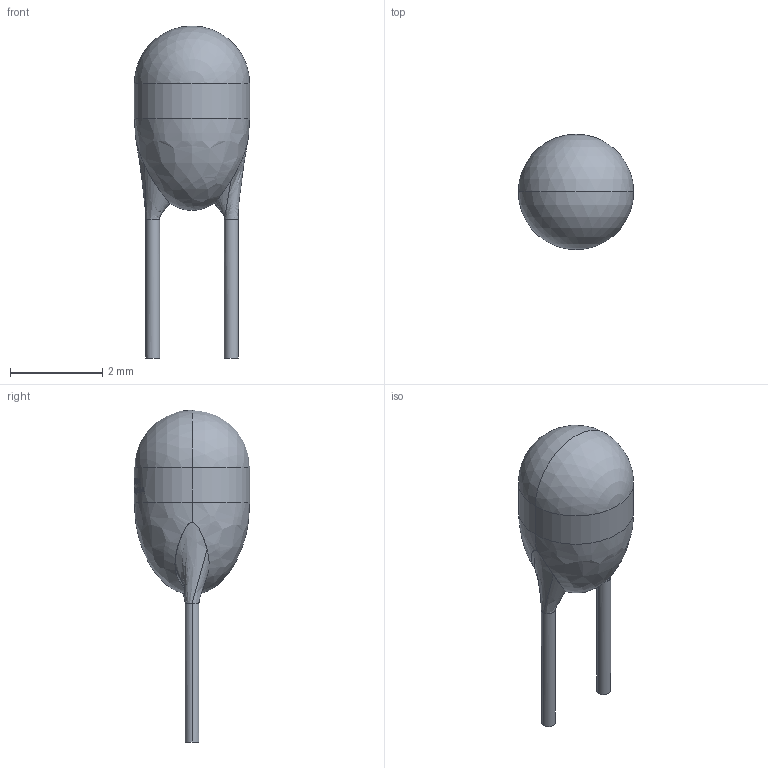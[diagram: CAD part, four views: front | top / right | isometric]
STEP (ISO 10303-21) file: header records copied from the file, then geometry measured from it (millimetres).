
FILE_DESCRIPTION (( 'STEP AP214' ), '1' );
FILE_NAME ('RES-TH_L2.5-W2.5-P1.70.step', '2022-07-28T09:50:36', ( '' ), ( '' ), 'SwSTEP 2.0', 'SolidWorks 2020', '' );
FILE_SCHEMA (( 'AUTOMOTIVE_DESIGN' ));
Length unit declared in the file: millimetre
Products named in the file (1): RES-TH_L2.5-W2.5-P1.70
Bounding box: 2.5 x 2.5 x 7.2 mm (x, y, z)
Volume: 14 mm3; surface area: 44.3 mm2
Topology: 3 solids, 3 shells, 249 faces, 668 edges, 440 vertices
Faces by surface type: plane 111, bspline 107, cylinder 29, sphere 2
Entity records: 13025 total; most frequent: CARTESIAN_POINT 5425, ORIENTED_EDGE 1324, EDGE_CURVE 662, DIRECTION 529, VERTEX_POINT 438, EDGE_LOOP 268, UNCERTAINTY_MEASURE_WITH_UNIT 254, MECHANICAL_DESIGN_GEOMETRIC_PRESENTATION_REPRESENTATION 253
